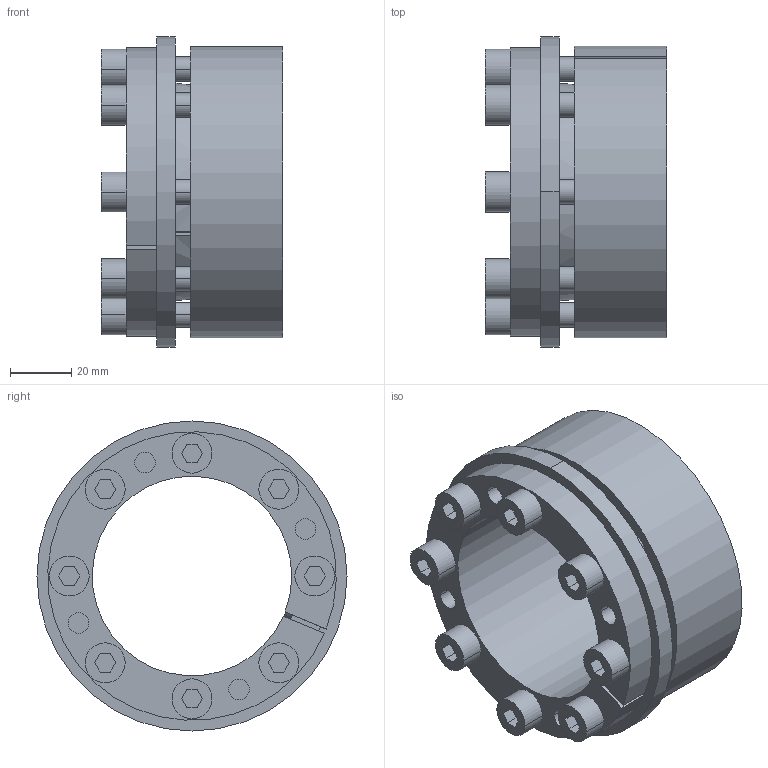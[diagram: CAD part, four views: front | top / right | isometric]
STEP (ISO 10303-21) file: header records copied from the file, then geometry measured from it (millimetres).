
FILE_DESCRIPTION((''),'2;1');
FILE_NAME('082015065095_INT_ASM','2006-02-22T',('Rathmann'),(''),'PRO/ENGINEER BY PARAMETRIC TECHNOLOGY CORPORATION, 2005180','PRO/ENGINEER BY PARAMETRIC TECHNOLOGY CORPORATION, 2005180','');
FILE_SCHEMA(('AUTOMOTIVE_DESIGN_CC2 { 1 2 10303 214 -1 1 5 2 }'));
Length unit declared in the file: millimetre
Products named in the file (5): 082015065095I_INT; 082015065095A_INT; 082015065095AX_INT; DIN912-M8X30_INT; 082015065095_INT_ASM
Assembly tree (11 placements, depth 2):
  082015065095_INT_ASM
    082015065095I_INT
    082015065095A_INT
    082015065095AX_INT
    DIN912-M8X30_INT  x8
Bounding box: 59 x 101 x 101 mm (x, y, z)
Volume: 180626.4 mm3; surface area: 77315.7 mm2
Topology: 11 solids, 11 shells, 190 faces, 472 edges, 352 vertices
Faces by surface type: plane 92, cylinder 80, cone 18
Entity records: 2980 total; most frequent: DIRECTION 541, CARTESIAN_POINT 485, ORIENTED_EDGE 404, AXIS2_PLACEMENT_3D 214, EDGE_CURVE 202, VERTEX_POINT 134, EDGE_LOOP 122, VECTOR 113
